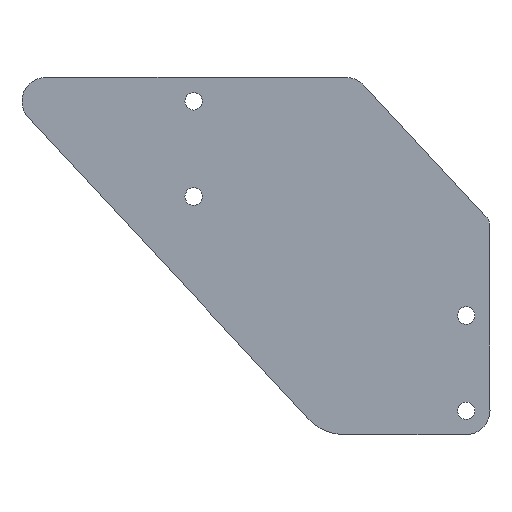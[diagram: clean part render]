
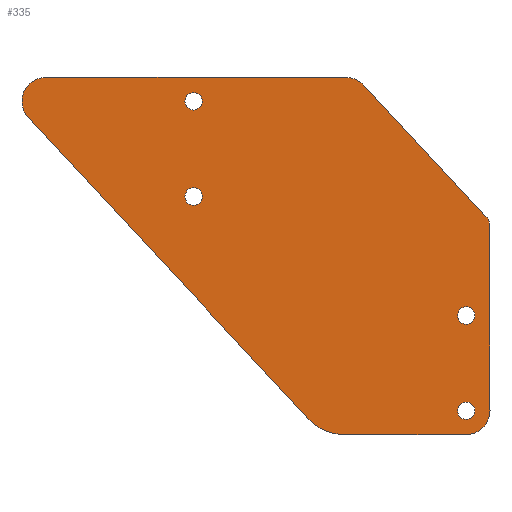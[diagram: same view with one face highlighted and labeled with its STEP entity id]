
A CAD part, left-side view. The second image highlights one B-rep face of the part: STEP entity #335.
In plain terms, the highlighted planar face has unit normal (-1, 0, 0).
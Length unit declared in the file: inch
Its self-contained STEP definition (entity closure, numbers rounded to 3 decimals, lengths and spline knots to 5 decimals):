
#19=FACE_BOUND('',#69,.T.);
#20=FACE_BOUND('',#70,.T.);
#21=FACE_BOUND('',#71,.T.);
#22=FACE_BOUND('',#72,.T.);
#30=PLANE('',#384);
#47=FACE_OUTER_BOUND('',#68,.T.);
#68=EDGE_LOOP('',(#295,#296,#297,#298,#299,#300,#301,#302,#303,#304,#305));
#69=EDGE_LOOP('',(#306));
#70=EDGE_LOOP('',(#307));
#71=EDGE_LOOP('',(#308));
#72=EDGE_LOOP('',(#309));
#78=LINE('',#505,#105);
#90=LINE('',#554,#117);
#92=LINE('',#558,#119);
#95=LINE('',#566,#122);
#98=LINE('',#573,#125);
#99=LINE('',#575,#126);
#105=VECTOR('',#406,0.3937);
#117=VECTOR('',#456,0.3937);
#119=VECTOR('',#460,0.3937);
#122=VECTOR('',#469,0.3937);
#125=VECTOR('',#478,0.3937);
#126=VECTOR('',#481,0.3937);
#128=CIRCLE('',#352,0.0915);
#129=CIRCLE('',#354,0.25);
#138=CIRCLE('',#366,0.25);
#139=CIRCLE('',#368,0.0915);
#140=CIRCLE('',#370,0.0915);
#141=CIRCLE('',#372,0.0915);
#142=CIRCLE('',#374,0.15);
#143=CIRCLE('',#378,0.25);
#144=CIRCLE('',#381,0.5);
#146=VERTEX_POINT('',#488);
#147=VERTEX_POINT('',#492);
#148=VERTEX_POINT('',#493);
#152=VERTEX_POINT('',#503);
#164=VERTEX_POINT('',#531);
#165=VERTEX_POINT('',#535);
#166=VERTEX_POINT('',#539);
#167=VERTEX_POINT('',#543);
#168=VERTEX_POINT('',#547);
#169=VERTEX_POINT('',#549);
#170=VERTEX_POINT('',#553);
#171=VERTEX_POINT('',#557);
#172=VERTEX_POINT('',#561);
#173=VERTEX_POINT('',#565);
#174=VERTEX_POINT('',#569);
#177=EDGE_CURVE('',#146,#146,#128,.T.);
#178=EDGE_CURVE('',#147,#148,#129,.T.);
#184=EDGE_CURVE('',#147,#152,#78,.T.);
#197=EDGE_CURVE('',#164,#152,#138,.T.);
#199=EDGE_CURVE('',#165,#165,#139,.T.);
#201=EDGE_CURVE('',#166,#166,#140,.T.);
#203=EDGE_CURVE('',#167,#167,#141,.T.);
#206=EDGE_CURVE('',#169,#168,#142,.T.);
#208=EDGE_CURVE('',#170,#169,#90,.T.);
#210=EDGE_CURVE('',#171,#170,#92,.T.);
#212=EDGE_CURVE('',#172,#171,#143,.T.);
#214=EDGE_CURVE('',#173,#172,#95,.T.);
#216=EDGE_CURVE('',#174,#173,#144,.T.);
#218=EDGE_CURVE('',#164,#174,#98,.T.);
#219=EDGE_CURVE('',#168,#148,#99,.T.);
#295=ORIENTED_EDGE('',*,*,#178,.F.);
#296=ORIENTED_EDGE('',*,*,#184,.T.);
#297=ORIENTED_EDGE('',*,*,#197,.F.);
#298=ORIENTED_EDGE('',*,*,#218,.T.);
#299=ORIENTED_EDGE('',*,*,#216,.T.);
#300=ORIENTED_EDGE('',*,*,#214,.T.);
#301=ORIENTED_EDGE('',*,*,#212,.T.);
#302=ORIENTED_EDGE('',*,*,#210,.T.);
#303=ORIENTED_EDGE('',*,*,#208,.T.);
#304=ORIENTED_EDGE('',*,*,#206,.T.);
#305=ORIENTED_EDGE('',*,*,#219,.T.);
#306=ORIENTED_EDGE('',*,*,#177,.T.);
#307=ORIENTED_EDGE('',*,*,#203,.T.);
#308=ORIENTED_EDGE('',*,*,#201,.T.);
#309=ORIENTED_EDGE('',*,*,#199,.T.);
#335=ADVANCED_FACE('',(#47,#19,#20,#21,#22),#30,.F.);
#352=AXIS2_PLACEMENT_3D('',#490,#392,#393);
#354=AXIS2_PLACEMENT_3D('',#494,#396,#397);
#366=AXIS2_PLACEMENT_3D('',#532,#430,#431);
#368=AXIS2_PLACEMENT_3D('',#536,#435,#436);
#370=AXIS2_PLACEMENT_3D('',#540,#440,#441);
#372=AXIS2_PLACEMENT_3D('',#544,#445,#446);
#374=AXIS2_PLACEMENT_3D('',#550,#451,#452);
#378=AXIS2_PLACEMENT_3D('',#562,#464,#465);
#381=AXIS2_PLACEMENT_3D('',#570,#473,#474);
#384=AXIS2_PLACEMENT_3D('',#576,#482,#483);
#392=DIRECTION('center_axis',(1.,0.,0.));
#393=DIRECTION('ref_axis',(0.,1.,0.));
#396=DIRECTION('center_axis',(1.,0.,0.));
#397=DIRECTION('ref_axis',(0.,-0.4,0.917));
#406=DIRECTION('',(0.,1.,0.));
#430=DIRECTION('center_axis',(1.,0.,0.));
#431=DIRECTION('ref_axis',(0.,0.917,0.4));
#435=DIRECTION('center_axis',(1.,0.,0.));
#436=DIRECTION('ref_axis',(0.,1.,0.));
#440=DIRECTION('center_axis',(1.,0.,0.));
#441=DIRECTION('ref_axis',(0.,1.,0.));
#445=DIRECTION('center_axis',(1.,0.,0.));
#446=DIRECTION('ref_axis',(0.,1.,0.));
#451=DIRECTION('center_axis',(-1.,0.,0.));
#452=DIRECTION('ref_axis',(0.,-0.707,0.707));
#456=DIRECTION('',(0.,0.001,1.));
#460=DIRECTION('',(0.,0.,1.));
#464=DIRECTION('center_axis',(-1.,0.,0.));
#465=DIRECTION('ref_axis',(0.,-1.,0.));
#469=DIRECTION('',(0.,-1.,0.));
#473=DIRECTION('center_axis',(-1.,0.,0.));
#474=DIRECTION('ref_axis',(0.,0.,-1.));
#478=DIRECTION('',(0.,-0.681,-0.732));
#481=DIRECTION('',(0.,0.681,0.732));
#482=DIRECTION('center_axis',(1.,0.,0.));
#483=DIRECTION('ref_axis',(0.,1.,0.));
#488=CARTESIAN_POINT('',(4.82922,4.44404,12.49004));
#490=CARTESIAN_POINT('Origin',(4.82922,4.53554,12.49004));
#492=CARTESIAN_POINT('',(4.82922,2.93024,12.7395));
#493=CARTESIAN_POINT('',(4.82922,2.7472,12.6597));
#494=CARTESIAN_POINT('Origin',(4.82922,2.93032,12.4895));
#503=CARTESIAN_POINT('',(4.82922,6.08838,12.74056));
#505=CARTESIAN_POINT('',(4.82922,5.0288,12.7402));
#531=CARTESIAN_POINT('',(4.82922,6.27158,12.32035));
#532=CARTESIAN_POINT('Origin',(4.82922,6.08846,12.49056));
#535=CARTESIAN_POINT('',(4.82922,1.58106,9.24016));
#536=CARTESIAN_POINT('Origin',(4.82922,1.67256,9.24016));
#539=CARTESIAN_POINT('',(4.82922,1.5811,10.24016));
#540=CARTESIAN_POINT('Origin',(4.82922,1.6726,10.24016));
#543=CARTESIAN_POINT('',(4.82922,4.44404,11.49004));
#544=CARTESIAN_POINT('Origin',(4.82922,4.53554,11.49004));
#547=CARTESIAN_POINT('',(4.82922,1.46749,11.28289));
#549=CARTESIAN_POINT('',(4.82922,1.42355,11.17692));
#550=CARTESIAN_POINT('Origin',(4.82922,1.57355,11.17681));
#553=CARTESIAN_POINT('',(4.82922,1.42258,9.74058));
#554=CARTESIAN_POINT('',(4.82922,1.42355,11.17692));
#557=CARTESIAN_POINT('',(4.82922,1.42256,9.24017));
#558=CARTESIAN_POINT('',(4.82922,1.42258,9.74058));
#561=CARTESIAN_POINT('',(4.82922,1.67264,8.99016));
#562=CARTESIAN_POINT('Origin',(4.82922,1.67256,9.24016));
#565=CARTESIAN_POINT('',(4.82922,2.95893,8.99059));
#566=CARTESIAN_POINT('',(4.82922,1.67264,8.99016));
#569=CARTESIAN_POINT('',(4.82922,3.325,9.15019));
#570=CARTESIAN_POINT('Origin',(4.82922,2.95877,9.49059));
#573=CARTESIAN_POINT('',(4.82922,3.325,9.15019));
#575=CARTESIAN_POINT('',(4.82922,3.13795,13.08009));
#576=CARTESIAN_POINT('Origin',(4.82922,4.04244,10.86545));
